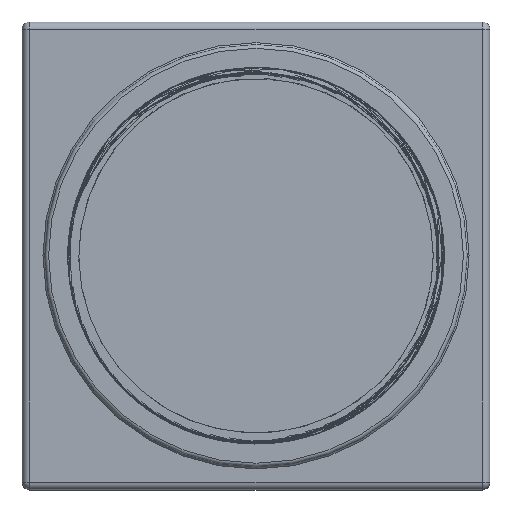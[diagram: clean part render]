
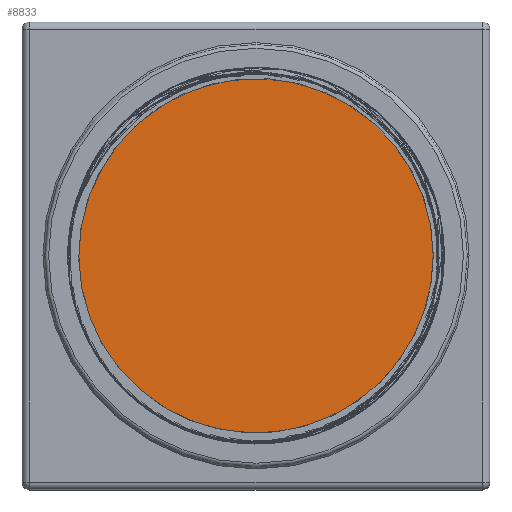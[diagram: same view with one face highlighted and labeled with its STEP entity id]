
A CAD part, top view. The second image highlights one B-rep face of the part: STEP entity #8833.
In plain terms, the highlighted planar face has unit normal (0, 0, 1).
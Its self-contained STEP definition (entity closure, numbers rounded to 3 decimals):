
#8427 = PLANE('',#8428);
#8428 = AXIS2_PLACEMENT_3D('',#8429,#8430,#8431);
#8429 = CARTESIAN_POINT('',(-60.,-60.,-54.));
#8430 = DIRECTION('',(1.,0.,0.));
#8431 = DIRECTION('',(0.,0.,1.));
#8455 = PLANE('',#8456);
#8456 = AXIS2_PLACEMENT_3D('',#8457,#8458,#8459);
#8457 = CARTESIAN_POINT('',(-60.,-60.,-54.));
#8458 = DIRECTION('',(0.,1.,0.));
#8459 = DIRECTION('',(0.,0.,1.));
#8483 = PLANE('',#8484);
#8484 = AXIS2_PLACEMENT_3D('',#8485,#8486,#8487);
#8485 = CARTESIAN_POINT('',(60.,-60.,-54.));
#8486 = DIRECTION('',(1.,0.,0.));
#8487 = DIRECTION('',(0.,0.,1.));
#8509 = PLANE('',#8510);
#8510 = AXIS2_PLACEMENT_3D('',#8511,#8512,#8513);
#8511 = CARTESIAN_POINT('',(-60.,60.,-54.));
#8512 = DIRECTION('',(0.,1.,0.));
#8513 = DIRECTION('',(0.,0.,1.));
#8582 = VERTEX_POINT('',#8583);
#8583 = CARTESIAN_POINT('',(-60.,-60.,-54.));
#8604 = EDGE_CURVE('',#8582,#8605,#8607,.T.);
#8605 = VERTEX_POINT('',#8606);
#8606 = CARTESIAN_POINT('',(-60.,60.,-54.));
#8607 = SURFACE_CURVE('',#8608,(#8612,#8619),.PCURVE_S1.);
#8608 = LINE('',#8609,#8610);
#8609 = CARTESIAN_POINT('',(-60.,-60.,-54.));
#8610 = VECTOR('',#8611,1.);
#8611 = DIRECTION('',(0.,1.,0.));
#8612 = PCURVE('',#8427,#8613);
#8613 = DEFINITIONAL_REPRESENTATION('',(#8614),#8618);
#8614 = LINE('',#8615,#8616);
#8615 = CARTESIAN_POINT('',(0.,0.));
#8616 = VECTOR('',#8617,1.);
#8617 = DIRECTION('',(0.,-1.));
#8618 = ( GEOMETRIC_REPRESENTATION_CONTEXT(2) 
PARAMETRIC_REPRESENTATION_CONTEXT() REPRESENTATION_CONTEXT('2D SPACE',''
  ) );
#8619 = PCURVE('',#8620,#8625);
#8620 = PLANE('',#8621);
#8621 = AXIS2_PLACEMENT_3D('',#8622,#8623,#8624);
#8622 = CARTESIAN_POINT('',(-60.,-60.,-54.));
#8623 = DIRECTION('',(0.,0.,1.));
#8624 = DIRECTION('',(1.,0.,0.));
#8625 = DEFINITIONAL_REPRESENTATION('',(#8626),#8630);
#8626 = LINE('',#8627,#8628);
#8627 = CARTESIAN_POINT('',(0.,0.));
#8628 = VECTOR('',#8629,1.);
#8629 = DIRECTION('',(0.,1.));
#8630 = ( GEOMETRIC_REPRESENTATION_CONTEXT(2) 
PARAMETRIC_REPRESENTATION_CONTEXT() REPRESENTATION_CONTEXT('2D SPACE',''
  ) );
#8657 = EDGE_CURVE('',#8582,#8658,#8660,.T.);
#8658 = VERTEX_POINT('',#8659);
#8659 = CARTESIAN_POINT('',(60.,-60.,-54.));
#8660 = SURFACE_CURVE('',#8661,(#8665,#8672),.PCURVE_S1.);
#8661 = LINE('',#8662,#8663);
#8662 = CARTESIAN_POINT('',(-60.,-60.,-54.));
#8663 = VECTOR('',#8664,1.);
#8664 = DIRECTION('',(1.,0.,0.));
#8665 = PCURVE('',#8455,#8666);
#8666 = DEFINITIONAL_REPRESENTATION('',(#8667),#8671);
#8667 = LINE('',#8668,#8669);
#8668 = CARTESIAN_POINT('',(0.,0.));
#8669 = VECTOR('',#8670,1.);
#8670 = DIRECTION('',(0.,1.));
#8671 = ( GEOMETRIC_REPRESENTATION_CONTEXT(2) 
PARAMETRIC_REPRESENTATION_CONTEXT() REPRESENTATION_CONTEXT('2D SPACE',''
  ) );
#8672 = PCURVE('',#8620,#8673);
#8673 = DEFINITIONAL_REPRESENTATION('',(#8674),#8678);
#8674 = LINE('',#8675,#8676);
#8675 = CARTESIAN_POINT('',(0.,0.));
#8676 = VECTOR('',#8677,1.);
#8677 = DIRECTION('',(1.,0.));
#8678 = ( GEOMETRIC_REPRESENTATION_CONTEXT(2) 
PARAMETRIC_REPRESENTATION_CONTEXT() REPRESENTATION_CONTEXT('2D SPACE',''
  ) );
#8707 = EDGE_CURVE('',#8658,#8708,#8710,.T.);
#8708 = VERTEX_POINT('',#8709);
#8709 = CARTESIAN_POINT('',(60.,60.,-54.));
#8710 = SURFACE_CURVE('',#8711,(#8715,#8722),.PCURVE_S1.);
#8711 = LINE('',#8712,#8713);
#8712 = CARTESIAN_POINT('',(60.,-60.,-54.));
#8713 = VECTOR('',#8714,1.);
#8714 = DIRECTION('',(0.,1.,0.));
#8715 = PCURVE('',#8483,#8716);
#8716 = DEFINITIONAL_REPRESENTATION('',(#8717),#8721);
#8717 = LINE('',#8718,#8719);
#8718 = CARTESIAN_POINT('',(0.,0.));
#8719 = VECTOR('',#8720,1.);
#8720 = DIRECTION('',(0.,-1.));
#8721 = ( GEOMETRIC_REPRESENTATION_CONTEXT(2) 
PARAMETRIC_REPRESENTATION_CONTEXT() REPRESENTATION_CONTEXT('2D SPACE',''
  ) );
#8722 = PCURVE('',#8620,#8723);
#8723 = DEFINITIONAL_REPRESENTATION('',(#8724),#8728);
#8724 = LINE('',#8725,#8726);
#8725 = CARTESIAN_POINT('',(120.,0.));
#8726 = VECTOR('',#8727,1.);
#8727 = DIRECTION('',(0.,1.));
#8728 = ( GEOMETRIC_REPRESENTATION_CONTEXT(2) 
PARAMETRIC_REPRESENTATION_CONTEXT() REPRESENTATION_CONTEXT('2D SPACE',''
  ) );
#8755 = EDGE_CURVE('',#8605,#8708,#8756,.T.);
#8756 = SURFACE_CURVE('',#8757,(#8761,#8768),.PCURVE_S1.);
#8757 = LINE('',#8758,#8759);
#8758 = CARTESIAN_POINT('',(-60.,60.,-54.));
#8759 = VECTOR('',#8760,1.);
#8760 = DIRECTION('',(1.,0.,0.));
#8761 = PCURVE('',#8509,#8762);
#8762 = DEFINITIONAL_REPRESENTATION('',(#8763),#8767);
#8763 = LINE('',#8764,#8765);
#8764 = CARTESIAN_POINT('',(0.,0.));
#8765 = VECTOR('',#8766,1.);
#8766 = DIRECTION('',(0.,1.));
#8767 = ( GEOMETRIC_REPRESENTATION_CONTEXT(2) 
PARAMETRIC_REPRESENTATION_CONTEXT() REPRESENTATION_CONTEXT('2D SPACE',''
  ) );
#8768 = PCURVE('',#8620,#8769);
#8769 = DEFINITIONAL_REPRESENTATION('',(#8770),#8774);
#8770 = LINE('',#8771,#8772);
#8771 = CARTESIAN_POINT('',(0.,120.));
#8772 = VECTOR('',#8773,1.);
#8773 = DIRECTION('',(1.,0.));
#8774 = ( GEOMETRIC_REPRESENTATION_CONTEXT(2) 
PARAMETRIC_REPRESENTATION_CONTEXT() REPRESENTATION_CONTEXT('2D SPACE',''
  ) );
#8833 = ADVANCED_FACE('',(#8834),#8620,.T.);
#8834 = FACE_BOUND('',#8835,.T.);
#8835 = EDGE_LOOP('',(#8836,#8837,#8838,#8839));
#8836 = ORIENTED_EDGE('',*,*,#8604,.F.);
#8837 = ORIENTED_EDGE('',*,*,#8657,.T.);
#8838 = ORIENTED_EDGE('',*,*,#8707,.T.);
#8839 = ORIENTED_EDGE('',*,*,#8755,.F.);
